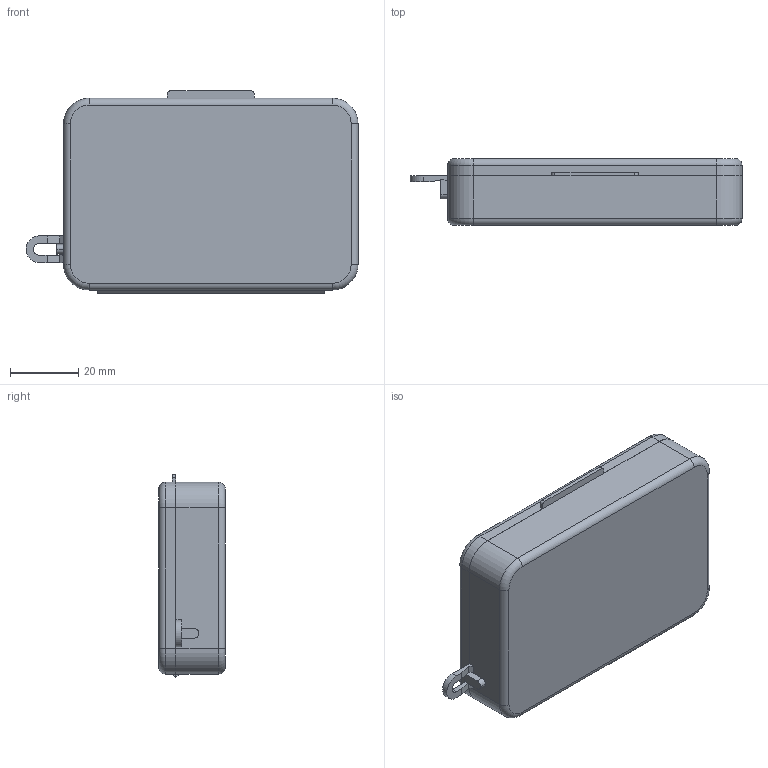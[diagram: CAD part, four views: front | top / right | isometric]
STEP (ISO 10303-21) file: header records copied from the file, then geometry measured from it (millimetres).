
FILE_DESCRIPTION (( 'STEP AP214' ), '1' );
FILE_NAME ('B222 Êîíòåéíåð ïëàñòèêîâûé ñ êðûøêîé ñ ðàçäåëèòåëÿìè 80x55x20.STEP', '2021-03-30T06:52:55', ( '' ), ( '' ), 'SwSTEP 2.0', 'SolidWorks 2020', '' );
FILE_SCHEMA (( 'AUTOMOTIVE_DESIGN' ));
Length unit declared in the file: millimetre
Products named in the file (5): B222 Êðûøêà_00; B222 Êîíòåéíåð ïëàñòèêîâûé ñ êðûøêîé ñ ðàçäåëèòåëÿìè 80x55x20; B222 朽玟咫栩咫黖00; B222 ¨ìêîñòü_00; B222 Ðàçäåëèòåëü 2_00
Assembly tree (5 placements, depth 2):
  B222 Êîíòåéíåð ïëàñòèêîâûé ñ êðûøêîé ñ ðàçäåëèòåëÿìè 80x55x20
    B222 ¨ìêîñòü_00
    B222 Êðûøêà_00
    B222 朽玟咫栩咫黖00  x2
    B222 Ðàçäåëèòåëü 2_00
Bounding box: 97.2 x 19.5 x 59.4 mm (x, y, z)
Volume: 33962.3 mm3; surface area: 36157.4 mm2
Topology: 6 solids, 6 shells, 257 faces, 697 edges, 454 vertices
Faces by surface type: plane 165, cylinder 80, torus 12
Entity records: 7772 total; most frequent: CARTESIAN_POINT 1330, DIRECTION 1313, ORIENTED_EDGE 1310, EDGE_CURVE 655, LINE 495, VECTOR 495, VERTEX_POINT 426, AXIS2_PLACEMENT_3D 409
